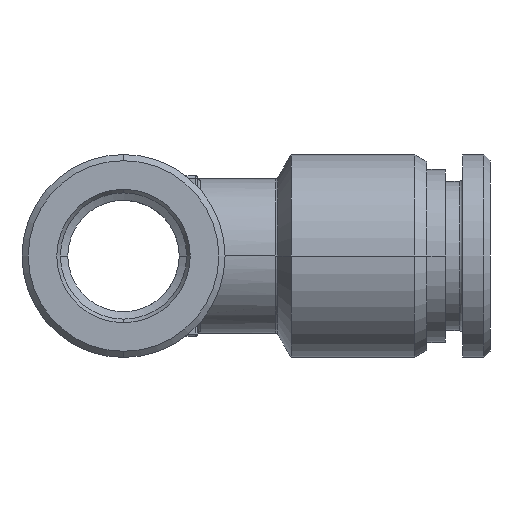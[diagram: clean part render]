
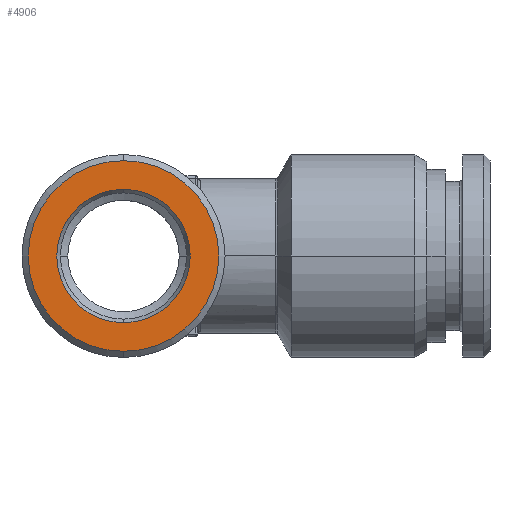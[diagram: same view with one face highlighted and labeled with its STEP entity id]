
A CAD part, left-side view. The second image highlights one B-rep face of the part: STEP entity #4906.
In plain terms, the highlighted planar face has unit normal (-1, 0, 0).
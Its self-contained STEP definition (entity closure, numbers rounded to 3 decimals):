
#1124=CARTESIAN_POINT('',(-29.6,0.,0.));
#1125=DIRECTION('',(1.,0.,0.));
#1126=DIRECTION('',(0.,0.,-1.));
#1127=AXIS2_PLACEMENT_3D('',#1124,#1125,#1126);
#1129=CARTESIAN_POINT('',(-29.6,0.,0.));
#1130=DIRECTION('',(-1.,0.,0.));
#1131=DIRECTION('',(0.,0.,-1.));
#1132=AXIS2_PLACEMENT_3D('',#1129,#1130,#1131);
#1134=CARTESIAN_POINT('',(-29.6,0.,0.));
#1135=DIRECTION('',(-1.,0.,0.));
#1136=DIRECTION('',(0.,0.,-1.));
#1137=AXIS2_PLACEMENT_3D('',#1134,#1135,#1136);
#1147=CARTESIAN_POINT('',(-29.6,0.,0.));
#1148=DIRECTION('',(1.,0.,0.));
#1149=DIRECTION('',(0.,0.,-1.));
#1150=AXIS2_PLACEMENT_3D('',#1147,#1148,#1149);
#3194=CARTESIAN_POINT('',(-29.6,0.,-5.389));
#3196=VERTEX_POINT('',#3194);
#3197=CARTESIAN_POINT('',(-29.6,0.,-7.7));
#3199=VERTEX_POINT('',#3197);
#3204=CARTESIAN_POINT('',(-29.6,0.,5.389));
#3206=VERTEX_POINT('',#3204);
#3207=CARTESIAN_POINT('',(-29.6,0.,7.7));
#3209=VERTEX_POINT('',#3207);
#4891=CARTESIAN_POINT('',(-29.6,0.,0.));
#4892=DIRECTION('',(-1.,0.,0.));
#4893=DIRECTION('',(0.,0.,1.));
#4894=AXIS2_PLACEMENT_3D('',#4891,#4892,#4893);
#4895=PLANE('',#4894);
#4897=ORIENTED_EDGE('',*,*,#4896,.F.);
#4899=ORIENTED_EDGE('',*,*,#4898,.T.);
#4900=EDGE_LOOP('',(#4897,#4899));
#4901=FACE_OUTER_BOUND('',#4900,.F.);
#4902=ORIENTED_EDGE('',*,*,#4870,.F.);
#4903=ORIENTED_EDGE('',*,*,#4886,.T.);
#4904=EDGE_LOOP('',(#4902,#4903));
#4905=FACE_BOUND('',#4904,.F.);
#4906=ADVANCED_FACE('',(#4901,#4905),#4895,.T.);
#1128=CIRCLE('',#1127,5.389);
#1133=CIRCLE('',#1132,5.389);
#1138=CIRCLE('',#1137,7.7);
#1151=CIRCLE('',#1150,7.7);
#4870=EDGE_CURVE('',#3196,#3206,#1128,.T.);
#4886=EDGE_CURVE('',#3196,#3206,#1133,.T.);
#4896=EDGE_CURVE('',#3199,#3209,#1138,.T.);
#4898=EDGE_CURVE('',#3199,#3209,#1151,.T.);
